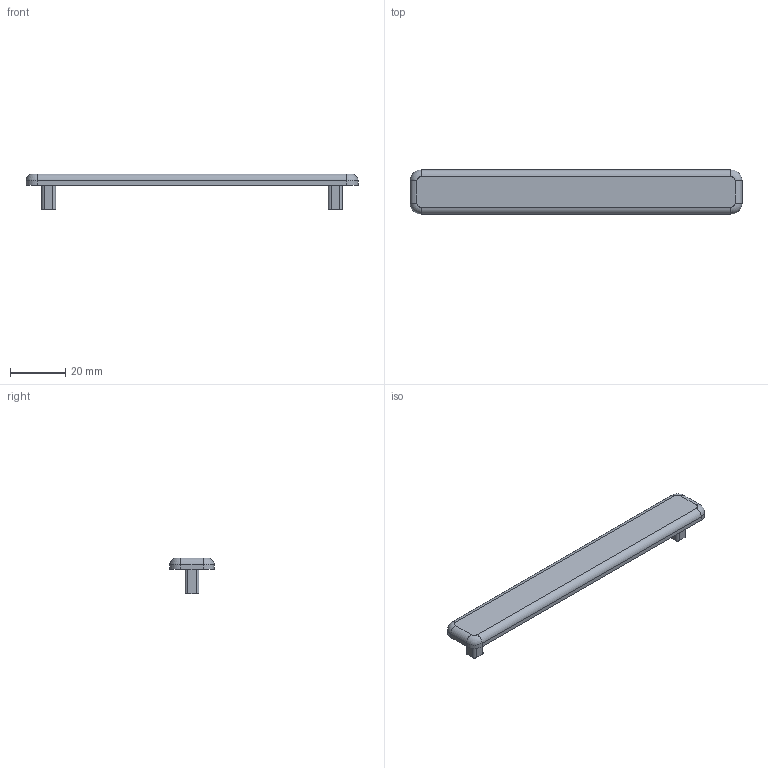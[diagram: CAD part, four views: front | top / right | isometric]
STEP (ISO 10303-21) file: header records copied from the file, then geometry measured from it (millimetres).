
FILE_DESCRIPTION (( 'STEP AP214' ), '1' );
FILE_NAME ('BASE08E1341-Embout 8 120x16, gris.step', '2023-03-24T09:40:02', ( 'Altae' ), ( '' ), 'SwSTEP 2.0', 'SolidWorks 2021', '' );
FILE_SCHEMA (( 'AUTOMOTIVE_DESIGN' ));
Length unit declared in the file: millimetre
Products named in the file (1): BASE08E1341-Embout 8 120x16, gris
Bounding box: 120 x 16 x 13 mm (x, y, z)
Volume: 4958.6 mm3; surface area: 5705.8 mm2
Topology: 1 solids, 1 shells, 47 faces, 112 edges, 72 vertices
Faces by surface type: plane 23, cylinder 20, torus 4
Entity records: 1456 total; most frequent: CARTESIAN_POINT 300, DIRECTION 244, ORIENTED_EDGE 224, EDGE_CURVE 112, AXIS2_PLACEMENT_3D 88, VERTEX_POINT 72, VECTOR 68, LINE 68
